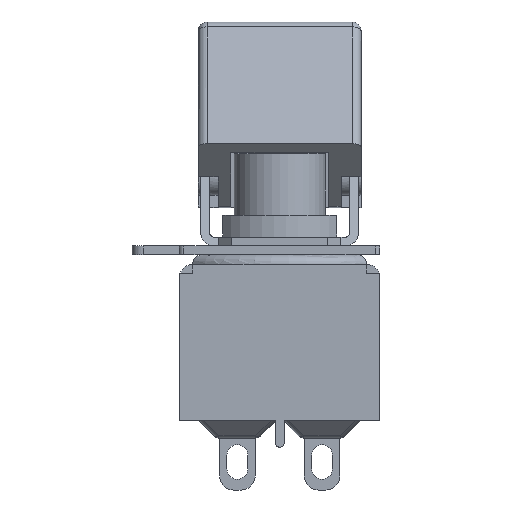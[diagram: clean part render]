
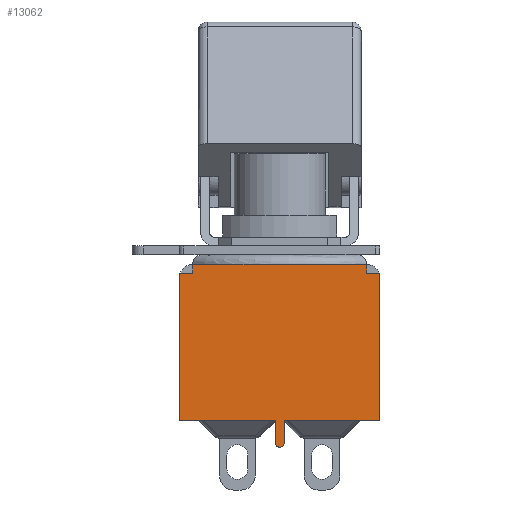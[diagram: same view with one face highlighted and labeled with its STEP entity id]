
A CAD part, left-side view. The second image highlights one B-rep face of the part: STEP entity #13062.
In plain terms, the highlighted planar face has unit normal (-1, 0, 0).
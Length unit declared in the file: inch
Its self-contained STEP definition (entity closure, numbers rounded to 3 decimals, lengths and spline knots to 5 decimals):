
#5666=CARTESIAN_POINT('',(-0.25,0.19508,0.35));
#5667=VERTEX_POINT('',#5666);
#5674=CARTESIAN_POINT('',(-0.25,-0.19508,0.35));
#5675=VERTEX_POINT('',#5674);
#5676=CARTESIAN_POINT('',(-0.25,0.19508,0.35));
#5677=DIRECTION('',(0.0,-1.0,0.0));
#5678=VECTOR('',#5677,0.39016);
#5679=LINE('',#5676,#5678);
#5680=EDGE_CURVE('',#5667,#5675,#5679,.T.);
#6623=CARTESIAN_POINT('',(-0.25,-0.19508,0.32992));
#6624=VERTEX_POINT('',#6623);
#6625=CARTESIAN_POINT('',(-0.25,-0.19508,0.35));
#6626=DIRECTION('',(0.0,0.0,-1.0));
#6627=VECTOR('',#6626,0.02008);
#6628=LINE('',#6625,#6627);
#6629=EDGE_CURVE('',#5675,#6624,#6628,.T.);
#6647=CARTESIAN_POINT('',(-0.25,0.19508,0.32992));
#6648=VERTEX_POINT('',#6647);
#6649=CARTESIAN_POINT('',(-0.25,0.19508,0.32992));
#6650=DIRECTION('',(0.0,0.0,1.0));
#6651=VECTOR('',#6650,0.02008);
#6652=LINE('',#6649,#6651);
#6653=EDGE_CURVE('',#6648,#5667,#6652,.T.);
#7281=CARTESIAN_POINT('',(-0.25,0.225,0.32992));
#7282=VERTEX_POINT('',#7281);
#7289=CARTESIAN_POINT('',(-0.25,0.19508,0.32992));
#7290=DIRECTION('',(0.0,1.0,0.0));
#7291=VECTOR('',#7290,0.02992);
#7292=LINE('',#7289,#7291);
#7293=EDGE_CURVE('',#6648,#7282,#7292,.T.);
#7330=CARTESIAN_POINT('',(-0.25,-0.225,0.32992));
#7331=VERTEX_POINT('',#7330);
#7332=CARTESIAN_POINT('',(-0.25,-0.225,0.32992));
#7333=DIRECTION('',(0.0,1.0,0.0));
#7334=VECTOR('',#7333,0.02992);
#7335=LINE('',#7332,#7334);
#7336=EDGE_CURVE('',#7331,#6624,#7335,.T.);
#8246=CARTESIAN_POINT('',(-0.25,0.00984,-0.05));
#8247=VERTEX_POINT('',#8246);
#8254=CARTESIAN_POINT('',(-0.25,0.00984,0.0));
#8255=VERTEX_POINT('',#8254);
#8256=CARTESIAN_POINT('',(-0.25,0.00984,0.0));
#8257=DIRECTION('',(0.0,0.0,-1.0));
#8258=VECTOR('',#8257,0.05);
#8259=LINE('',#8256,#8258);
#8260=EDGE_CURVE('',#8255,#8247,#8259,.T.);
#9071=CARTESIAN_POINT('',(-0.25,0.225,0.0));
#9072=VERTEX_POINT('',#9071);
#9073=CARTESIAN_POINT('',(-0.25,0.00984,0.0));
#9074=DIRECTION('',(0.0,1.0,0.0));
#9075=VECTOR('',#9074,0.21516);
#9076=LINE('',#9073,#9075);
#9077=EDGE_CURVE('',#8255,#9072,#9076,.T.);
#11548=CARTESIAN_POINT('',(-0.25,-0.00984,0.0));
#11549=VERTEX_POINT('',#11548);
#11556=CARTESIAN_POINT('',(-0.25,-0.00984,-0.05));
#11557=VERTEX_POINT('',#11556);
#11558=CARTESIAN_POINT('',(-0.25,-0.00984,0.0));
#11559=DIRECTION('',(0.0,0.0,-1.0));
#11560=VECTOR('',#11559,0.05);
#11561=LINE('',#11558,#11560);
#11562=EDGE_CURVE('',#11549,#11557,#11561,.T.);
#11726=CARTESIAN_POINT('',(-0.25,-0.225,0.0));
#11727=VERTEX_POINT('',#11726);
#11734=CARTESIAN_POINT('',(-0.25,-0.225,0.0));
#11735=DIRECTION('',(0.0,1.0,0.0));
#11736=VECTOR('',#11735,0.21516);
#11737=LINE('',#11734,#11736);
#11738=EDGE_CURVE('',#11727,#11549,#11737,.T.);
#12562=CARTESIAN_POINT('',(-0.25,0.,-0.05));
#12563=DIRECTION('',(1.0,0.0,0.0));
#12564=DIRECTION('',(0.0,0.707,-0.707));
#12565=AXIS2_PLACEMENT_3D('',#12562,#12563,#12564);
#12566=CIRCLE('',#12565,0.00984);
#12567=EDGE_CURVE('',#11557,#8247,#12566,.T.);
#12935=CARTESIAN_POINT('',(-0.25,0.225,0.0));
#12936=DIRECTION('',(0.0,0.0,1.0));
#12937=VECTOR('',#12936,0.32992);
#12938=LINE('',#12935,#12937);
#12939=EDGE_CURVE('',#9072,#7282,#12938,.T.);
#12980=CARTESIAN_POINT('',(-0.25,-0.225,0.0));
#12981=DIRECTION('',(0.0,0.0,1.0));
#12982=VECTOR('',#12981,0.32992);
#12983=LINE('',#12980,#12982);
#12984=EDGE_CURVE('',#11727,#7331,#12983,.T.);
#13043=CARTESIAN_POINT('',(-0.25,-0.2475,-0.08033));
#13044=DIRECTION('',(-1.0,0.0,0.0));
#13045=DIRECTION('',(0.0,0.0,1.0));
#13046=AXIS2_PLACEMENT_3D('',#13043,#13044,#13045);
#13047=PLANE('',#13046);
#13048=ORIENTED_EDGE('',*,*,#12567,.F.);
#13049=ORIENTED_EDGE('',*,*,#11562,.F.);
#13050=ORIENTED_EDGE('',*,*,#11738,.F.);
#13051=ORIENTED_EDGE('',*,*,#12984,.T.);
#13052=ORIENTED_EDGE('',*,*,#7336,.T.);
#13053=ORIENTED_EDGE('',*,*,#6629,.F.);
#13054=ORIENTED_EDGE('',*,*,#5680,.F.);
#13055=ORIENTED_EDGE('',*,*,#6653,.F.);
#13056=ORIENTED_EDGE('',*,*,#7293,.T.);
#13057=ORIENTED_EDGE('',*,*,#12939,.F.);
#13058=ORIENTED_EDGE('',*,*,#9077,.F.);
#13059=ORIENTED_EDGE('',*,*,#8260,.T.);
#13060=EDGE_LOOP('',(#13048,#13049,#13050,#13051,#13052,#13053,#13054,#13055,#13056,#13057,#13058,#13059));
#13061=FACE_OUTER_BOUND('',#13060,.T.);
#13062=ADVANCED_FACE('',(#13061),#13047,.T.);
